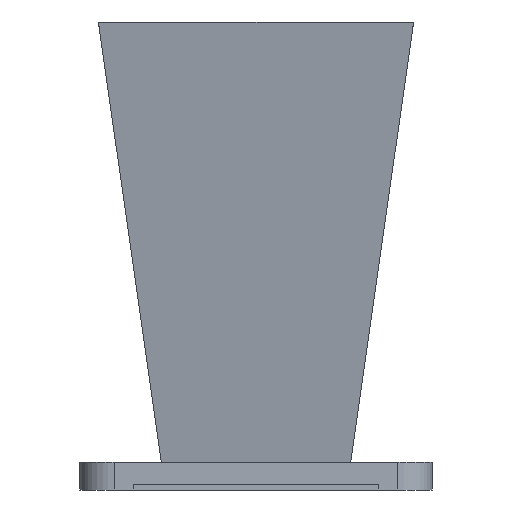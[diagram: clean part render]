
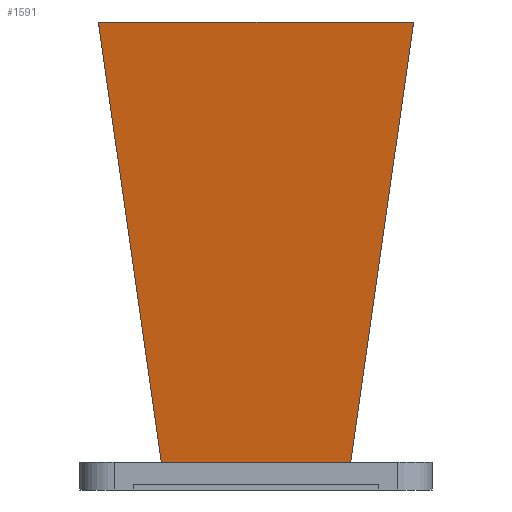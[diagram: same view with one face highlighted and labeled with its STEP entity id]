
A CAD part, front view. The second image highlights one B-rep face of the part: STEP entity #1591.
In plain terms, the highlighted planar face has unit normal (0, -0.99, -0.142).
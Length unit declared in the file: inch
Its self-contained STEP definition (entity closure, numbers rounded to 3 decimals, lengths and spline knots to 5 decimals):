
#26 = FACE_OUTER_BOUND ( 'NONE', #2030, .T. ) ;
#87 = VECTOR ( 'NONE', #1494, 39.37008 ) ;
#90 = CARTESIAN_POINT ( 'NONE',  ( -1.595, -1.03371, 4.231 ) ) ;
#95 = CARTESIAN_POINT ( 'NONE',  ( 0.28567, -0.462, 0.25 ) ) ;
#294 = CARTESIAN_POINT ( 'NONE',  ( -0.857, -0.462, 0.25 ) ) ;
#322 = B_SPLINE_CURVE_WITH_KNOTS ( 'NONE', 3,
 ( #2244, #95, #985, #294 ),
 .UNSPECIFIED., .F., .F.,
 ( 4, 4 ),
 ( 0., 1. ),
 .UNSPECIFIED. ) ;
#327 = DIRECTION ( 'NONE',  ( -0.14, -0.141, 0.98 ) ) ;
#384 = EDGE_CURVE ( 'NONE', #2804, #828, #2021, .T. ) ;
#420 = ORIENTED_EDGE ( 'NONE', *, *, #991, .F. ) ;
#561 = CARTESIAN_POINT ( 'NONE',  ( -0.857, -0.462, 0.25 ) ) ;
#627 = CARTESIAN_POINT ( 'NONE',  ( 0.857, -0.462, 0.25 ) ) ;
#670 = PLANE ( 'NONE',  #849 ) ;
#674 = VERTEX_POINT ( 'NONE', #2726 ) ;
#699 = CARTESIAN_POINT ( 'NONE',  ( -0.857, -0.462, 0.25 ) ) ;
#828 = VERTEX_POINT ( 'NONE', #1339 ) ;
#849 = AXIS2_PLACEMENT_3D ( 'NONE', #1930, #1305, #2172 ) ;
#985 = CARTESIAN_POINT ( 'NONE',  ( -0.28567, -0.462, 0.25 ) ) ;
#991 = EDGE_CURVE ( 'NONE', #2559, #2804, #1592, .T. ) ;
#1096 = ORIENTED_EDGE ( 'NONE', *, *, #384, .F. ) ;
#1210 = ORIENTED_EDGE ( 'NONE', *, *, #2711, .F. ) ;
#1305 = DIRECTION ( 'NONE',  ( 0., 0.99, 0.142 ) ) ;
#1323 = VECTOR ( 'NONE', #327, 39.37008 ) ;
#1339 = CARTESIAN_POINT ( 'NONE',  ( 1.42671, -1.03371, 4.231 ) ) ;
#1370 = VECTOR ( 'NONE', #1645, 39.37008 ) ;
#1402 = EDGE_CURVE ( 'NONE', #674, #828, #1531, .T. ) ;
#1412 = ORIENTED_EDGE ( 'NONE', *, *, #1402, .T. ) ;
#1494 = DIRECTION ( 'NONE',  ( 0.14, -0.141, 0.98 ) ) ;
#1531 = LINE ( 'NONE', #627, #87 ) ;
#1591 = ADVANCED_FACE ( 'NONE', ( #26 ), #670, .F. ) ;
#1592 = LINE ( 'NONE', #699, #1323 ) ;
#1645 = DIRECTION ( 'NONE',  ( 1., 0., 0. ) ) ;
#1764 = CARTESIAN_POINT ( 'NONE',  ( -1.42671, -1.03371, 4.231 ) ) ;
#1930 = CARTESIAN_POINT ( 'NONE',  ( 0., -0.41749, -0.05995 ) ) ;
#2021 = LINE ( 'NONE', #90, #1370 ) ;
#2030 = EDGE_LOOP ( 'NONE', ( #1412, #1096, #420, #1210 ) ) ;
#2172 = DIRECTION ( 'NONE',  ( 0., 0.142, -0.99 ) ) ;
#2244 = CARTESIAN_POINT ( 'NONE',  ( 0.857, -0.462, 0.25 ) ) ;
#2559 = VERTEX_POINT ( 'NONE', #561 ) ;
#2711 = EDGE_CURVE ( 'NONE', #674, #2559, #322, .T. ) ;
#2726 = CARTESIAN_POINT ( 'NONE',  ( 0.857, -0.462, 0.25 ) ) ;
#2804 = VERTEX_POINT ( 'NONE', #1764 ) ;
